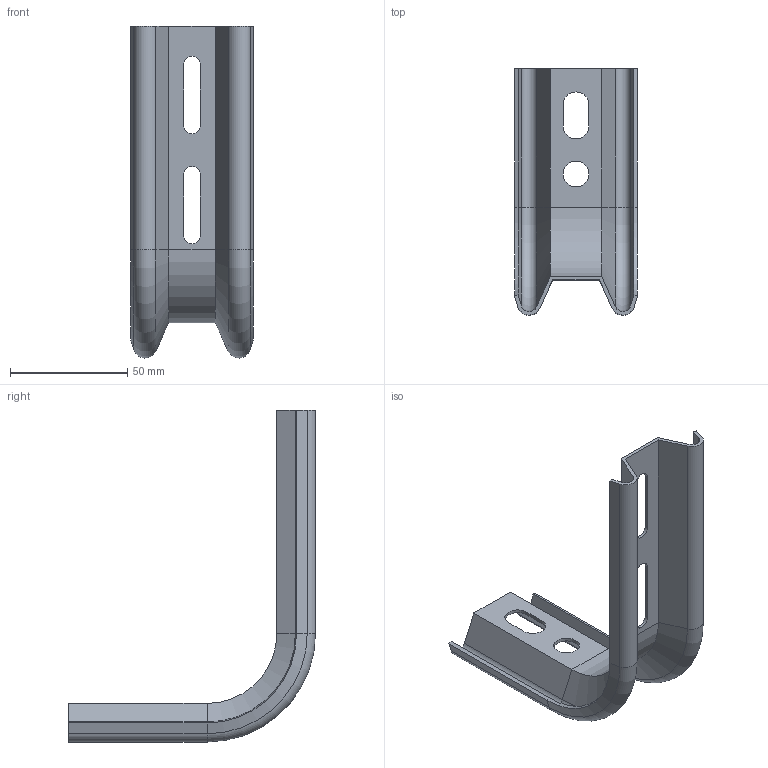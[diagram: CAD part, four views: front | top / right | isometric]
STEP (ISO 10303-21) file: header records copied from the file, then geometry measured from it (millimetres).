
FILE_DESCRIPTION(/* description */ (''),/* implementation_level */ '2;1');
FILE_NAME(/* name */ 'KSL100.ipt.stp',/* time_stamp */ '2023-05-17T16:46:02+03:00',/* author */ ('Man88'),/* organization */ (''),/* preprocessor_version */ 'ST-DEVELOPER v19.2',/* originating_system */ 'Autodesk Inventor 2023',/* authorisation */ '');
FILE_SCHEMA (('AUTOMOTIVE_DESIGN { 1 0 10303 214 3 1 1 }'));
Length unit declared in the file: millimetre
Products named in the file (1): Консоль L-образная 
100 мм, KSL100
Bounding box: 52.4 x 105.48 x 141.79 mm (x, y, z)
Volume: 24101.5 mm3; surface area: 33368.5 mm2
Topology: 1 solids, 1 shells, 63 faces, 151 edges, 90 vertices
Faces by surface type: plane 32, cylinder 17, cone 10, torus 4
Full cylindrical faces by diameter (mm): 11 x1
Entity records: 1926 total; most frequent: DIRECTION 325, CARTESIAN_POINT 305, ORIENTED_EDGE 302, EDGE_CURVE 151, AXIS2_PLACEMENT_3D 110, LINE 105, VECTOR 105, VERTEX_POINT 90
